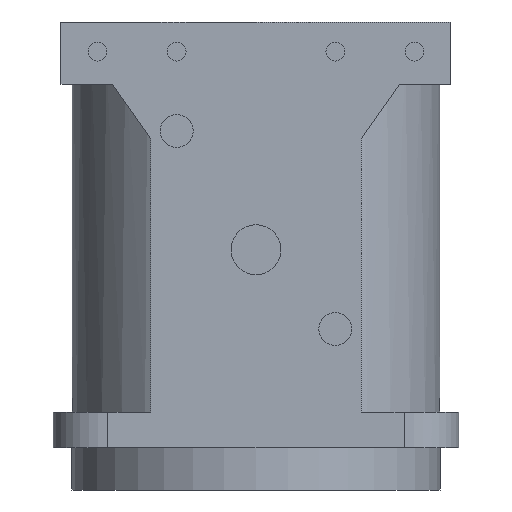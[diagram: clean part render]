
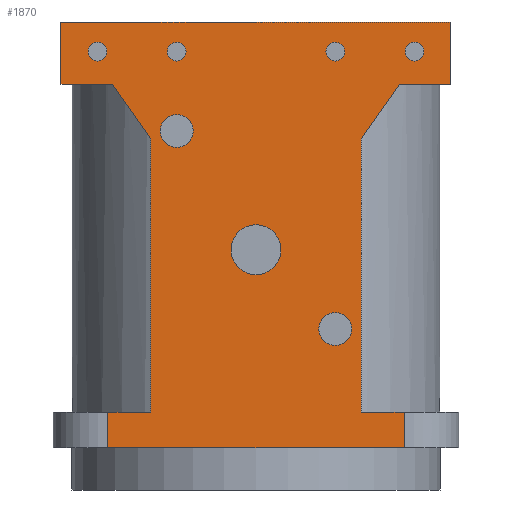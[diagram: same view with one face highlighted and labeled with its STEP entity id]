
A CAD part, front view. The second image highlights one B-rep face of the part: STEP entity #1870.
In plain terms, the highlighted planar face has unit normal (0, -1, 0).
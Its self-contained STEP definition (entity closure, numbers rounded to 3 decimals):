
#265=DIRECTION('',(1.,0.,0.));
#266=VECTOR('',#265,19.);
#267=CARTESIAN_POINT('',(-9.5,-15.5,0.));
#268=LINE('',#267,#266);
#400=DIRECTION('',(1.,0.,0.));
#401=VECTOR('',#400,2.75);
#402=CARTESIAN_POINT('',(-9.5,-15.5,2.3));
#403=LINE('',#402,#401);
#460=DIRECTION('',(1.,0.,0.));
#461=VECTOR('',#460,2.75);
#462=CARTESIAN_POINT('',(6.75,-15.5,2.3));
#463=LINE('',#462,#461);
#481=DIRECTION('',(0.,0.,-1.));
#482=VECTOR('',#481,17.5);
#483=CARTESIAN_POINT('',(-6.75,-15.5,19.8));
#484=LINE('',#483,#482);
#488=DIRECTION('',(0.574,0.,-0.819));
#489=VECTOR('',#488,4.273);
#490=CARTESIAN_POINT('',(-9.201,-15.5,23.3));
#491=LINE('',#490,#489);
#495=DIRECTION('',(1.,0.,0.));
#496=VECTOR('',#495,3.299);
#497=CARTESIAN_POINT('',(-12.5,-15.5,23.3));
#498=LINE('',#497,#496);
#502=DIRECTION('',(0.,0.,-1.));
#503=VECTOR('',#502,4.);
#504=CARTESIAN_POINT('',(-12.5,-15.5,27.3));
#505=LINE('',#504,#503);
#509=DIRECTION('',(-1.,0.,0.));
#510=VECTOR('',#509,25.);
#511=CARTESIAN_POINT('',(12.5,-15.5,27.3));
#512=LINE('',#511,#510);
#516=DIRECTION('',(0.,0.,1.));
#517=VECTOR('',#516,4.);
#518=CARTESIAN_POINT('',(12.5,-15.5,23.3));
#519=LINE('',#518,#517);
#523=DIRECTION('',(1.,0.,0.));
#524=VECTOR('',#523,3.299);
#525=CARTESIAN_POINT('',(9.201,-15.5,23.3));
#526=LINE('',#525,#524);
#530=DIRECTION('',(0.574,0.,0.819));
#531=VECTOR('',#530,4.273);
#532=CARTESIAN_POINT('',(6.75,-15.5,19.8));
#533=LINE('',#532,#531);
#537=DIRECTION('',(0.,0.,1.));
#538=VECTOR('',#537,17.5);
#539=CARTESIAN_POINT('',(6.75,-15.5,2.3));
#540=LINE('',#539,#538);
#544=DIRECTION('',(0.,0.,1.));
#545=VECTOR('',#544,2.3);
#546=CARTESIAN_POINT('',(-9.5,-15.5,0.));
#547=LINE('',#546,#545);
#551=CARTESIAN_POINT('',(5.08,-15.5,7.62));
#552=DIRECTION('',(0.,-1.,0.));
#553=DIRECTION('',(1.,0.,0.));
#554=AXIS2_PLACEMENT_3D('',#551,#552,#553);
#559=CARTESIAN_POINT('',(5.08,-15.5,7.62));
#560=DIRECTION('',(0.,-1.,0.));
#561=DIRECTION('',(-1.,0.,0.));
#562=AXIS2_PLACEMENT_3D('',#559,#560,#561);
#567=CARTESIAN_POINT('',(0.,-15.5,12.7));
#568=DIRECTION('',(0.,-1.,0.));
#569=DIRECTION('',(1.,0.,0.));
#570=AXIS2_PLACEMENT_3D('',#567,#568,#569);
#575=CARTESIAN_POINT('',(0.,-15.5,12.7));
#576=DIRECTION('',(0.,-1.,0.));
#577=DIRECTION('',(-1.,0.,0.));
#578=AXIS2_PLACEMENT_3D('',#575,#576,#577);
#583=CARTESIAN_POINT('',(-5.08,-15.5,20.32));
#584=DIRECTION('',(0.,-1.,0.));
#585=DIRECTION('',(1.,0.,0.));
#586=AXIS2_PLACEMENT_3D('',#583,#584,#585);
#591=CARTESIAN_POINT('',(-5.08,-15.5,20.32));
#592=DIRECTION('',(0.,-1.,0.));
#593=DIRECTION('',(-1.,0.,0.));
#594=AXIS2_PLACEMENT_3D('',#591,#592,#593);
#599=CARTESIAN_POINT('',(-10.16,-15.5,25.4));
#600=DIRECTION('',(0.,-1.,0.));
#601=DIRECTION('',(1.,0.,0.));
#602=AXIS2_PLACEMENT_3D('',#599,#600,#601);
#607=CARTESIAN_POINT('',(-10.16,-15.5,25.4));
#608=DIRECTION('',(0.,-1.,0.));
#609=DIRECTION('',(-1.,0.,0.));
#610=AXIS2_PLACEMENT_3D('',#607,#608,#609);
#615=CARTESIAN_POINT('',(-5.08,-15.5,25.4));
#616=DIRECTION('',(0.,-1.,0.));
#617=DIRECTION('',(1.,0.,0.));
#618=AXIS2_PLACEMENT_3D('',#615,#616,#617);
#623=CARTESIAN_POINT('',(-5.08,-15.5,25.4));
#624=DIRECTION('',(0.,-1.,0.));
#625=DIRECTION('',(-1.,0.,0.));
#626=AXIS2_PLACEMENT_3D('',#623,#624,#625);
#631=CARTESIAN_POINT('',(5.08,-15.5,25.4));
#632=DIRECTION('',(0.,-1.,0.));
#633=DIRECTION('',(1.,0.,0.));
#634=AXIS2_PLACEMENT_3D('',#631,#632,#633);
#639=CARTESIAN_POINT('',(5.08,-15.5,25.4));
#640=DIRECTION('',(0.,-1.,0.));
#641=DIRECTION('',(-1.,0.,0.));
#642=AXIS2_PLACEMENT_3D('',#639,#640,#641);
#647=CARTESIAN_POINT('',(10.16,-15.5,25.4));
#648=DIRECTION('',(0.,-1.,0.));
#649=DIRECTION('',(1.,0.,0.));
#650=AXIS2_PLACEMENT_3D('',#647,#648,#649);
#655=CARTESIAN_POINT('',(10.16,-15.5,25.4));
#656=DIRECTION('',(0.,-1.,0.));
#657=DIRECTION('',(-1.,0.,0.));
#658=AXIS2_PLACEMENT_3D('',#655,#656,#657);
#1165=DIRECTION('',(0.,0.,1.));
#1166=VECTOR('',#1165,2.3);
#1167=CARTESIAN_POINT('',(9.5,-15.5,0.));
#1168=LINE('',#1167,#1166);
#1428=CARTESIAN_POINT('',(-9.5,-15.5,0.));
#1429=VERTEX_POINT('',#1428);
#1430=CARTESIAN_POINT('',(9.5,-15.5,0.));
#1431=VERTEX_POINT('',#1430);
#1442=CARTESIAN_POINT('',(-9.5,-15.5,2.3));
#1443=VERTEX_POINT('',#1442);
#1476=CARTESIAN_POINT('',(9.5,-15.5,2.3));
#1477=VERTEX_POINT('',#1476);
#1520=CARTESIAN_POINT('',(6.75,-15.5,19.8));
#1521=CARTESIAN_POINT('',(9.201,-15.5,23.3));
#1522=VERTEX_POINT('',#1520);
#1523=VERTEX_POINT('',#1521);
#1524=CARTESIAN_POINT('',(12.5,-15.5,23.3));
#1525=VERTEX_POINT('',#1524);
#1526=CARTESIAN_POINT('',(12.5,-15.5,27.3));
#1527=VERTEX_POINT('',#1526);
#1528=CARTESIAN_POINT('',(-12.5,-15.5,27.3));
#1529=VERTEX_POINT('',#1528);
#1530=CARTESIAN_POINT('',(-12.5,-15.5,23.3));
#1531=VERTEX_POINT('',#1530);
#1532=CARTESIAN_POINT('',(-9.201,-15.5,23.3));
#1533=VERTEX_POINT('',#1532);
#1534=CARTESIAN_POINT('',(-6.75,-15.5,19.8));
#1535=VERTEX_POINT('',#1534);
#1552=CARTESIAN_POINT('',(6.75,-15.5,2.3));
#1554=VERTEX_POINT('',#1552);
#1556=CARTESIAN_POINT('',(-6.75,-15.5,2.3));
#1558=VERTEX_POINT('',#1556);
#1604=CARTESIAN_POINT('',(6.13,-15.5,7.62));
#1605=CARTESIAN_POINT('',(4.03,-15.5,7.62));
#1606=VERTEX_POINT('',#1604);
#1607=VERTEX_POINT('',#1605);
#1608=CARTESIAN_POINT('',(1.6,-15.5,12.7));
#1609=CARTESIAN_POINT('',(-1.6,-15.5,12.7));
#1610=VERTEX_POINT('',#1608);
#1611=VERTEX_POINT('',#1609);
#1612=CARTESIAN_POINT('',(-4.03,-15.5,20.32));
#1613=CARTESIAN_POINT('',(-6.13,-15.5,20.32));
#1614=VERTEX_POINT('',#1612);
#1615=VERTEX_POINT('',#1613);
#1616=CARTESIAN_POINT('',(-9.56,-15.5,25.4));
#1617=CARTESIAN_POINT('',(-10.76,-15.5,25.4));
#1618=VERTEX_POINT('',#1616);
#1619=VERTEX_POINT('',#1617);
#1620=CARTESIAN_POINT('',(-4.48,-15.5,25.4));
#1621=CARTESIAN_POINT('',(-5.68,-15.5,25.4));
#1622=VERTEX_POINT('',#1620);
#1623=VERTEX_POINT('',#1621);
#1632=CARTESIAN_POINT('',(5.68,-15.5,25.4));
#1633=CARTESIAN_POINT('',(4.48,-15.5,25.4));
#1634=VERTEX_POINT('',#1632);
#1635=VERTEX_POINT('',#1633);
#1636=CARTESIAN_POINT('',(10.76,-15.5,25.4));
#1637=CARTESIAN_POINT('',(9.56,-15.5,25.4));
#1638=VERTEX_POINT('',#1636);
#1639=VERTEX_POINT('',#1637);
#1797=CARTESIAN_POINT('',(-9.5,-15.5,0.));
#1798=DIRECTION('',(0.,-1.,0.));
#1799=DIRECTION('',(1.,0.,0.));
#1800=AXIS2_PLACEMENT_3D('',#1797,#1798,#1799);
#1801=PLANE('',#1800);
#1802=ORIENTED_EDGE('',*,*,#1725,.T.);
#1804=ORIENTED_EDGE('',*,*,#1803,.F.);
#1806=ORIENTED_EDGE('',*,*,#1805,.F.);
#1808=ORIENTED_EDGE('',*,*,#1807,.F.);
#1810=ORIENTED_EDGE('',*,*,#1809,.F.);
#1812=ORIENTED_EDGE('',*,*,#1811,.F.);
#1814=ORIENTED_EDGE('',*,*,#1813,.F.);
#1816=ORIENTED_EDGE('',*,*,#1815,.F.);
#1818=ORIENTED_EDGE('',*,*,#1817,.F.);
#1819=ORIENTED_EDGE('',*,*,#1788,.F.);
#1820=ORIENTED_EDGE('',*,*,#1741,.T.);
#1822=ORIENTED_EDGE('',*,*,#1821,.F.);
#1823=ORIENTED_EDGE('',*,*,#1649,.F.);
#1825=ORIENTED_EDGE('',*,*,#1824,.T.);
#1826=EDGE_LOOP('',(#1802,#1804,#1806,#1808,#1810,#1812,#1814,#1816,#1818,#1819,
#1820,#1822,#1823,#1825));
#1827=FACE_OUTER_BOUND('',#1826,.F.);
#1829=ORIENTED_EDGE('',*,*,#1828,.T.);
#1831=ORIENTED_EDGE('',*,*,#1830,.T.);
#1832=EDGE_LOOP('',(#1829,#1831));
#1833=FACE_BOUND('',#1832,.F.);
#1835=ORIENTED_EDGE('',*,*,#1834,.T.);
#1837=ORIENTED_EDGE('',*,*,#1836,.T.);
#1838=EDGE_LOOP('',(#1835,#1837));
#1839=FACE_BOUND('',#1838,.F.);
#1841=ORIENTED_EDGE('',*,*,#1840,.T.);
#1843=ORIENTED_EDGE('',*,*,#1842,.T.);
#1844=EDGE_LOOP('',(#1841,#1843));
#1845=FACE_BOUND('',#1844,.F.);
#1847=ORIENTED_EDGE('',*,*,#1846,.T.);
#1849=ORIENTED_EDGE('',*,*,#1848,.T.);
#1850=EDGE_LOOP('',(#1847,#1849));
#1851=FACE_BOUND('',#1850,.F.);
#1853=ORIENTED_EDGE('',*,*,#1852,.T.);
#1855=ORIENTED_EDGE('',*,*,#1854,.T.);
#1856=EDGE_LOOP('',(#1853,#1855));
#1857=FACE_BOUND('',#1856,.F.);
#1859=ORIENTED_EDGE('',*,*,#1858,.T.);
#1861=ORIENTED_EDGE('',*,*,#1860,.T.);
#1862=EDGE_LOOP('',(#1859,#1861));
#1863=FACE_BOUND('',#1862,.F.);
#1865=ORIENTED_EDGE('',*,*,#1864,.T.);
#1867=ORIENTED_EDGE('',*,*,#1866,.T.);
#1868=EDGE_LOOP('',(#1865,#1867));
#1869=FACE_BOUND('',#1868,.F.);
#1870=ADVANCED_FACE('',(#1827,#1833,#1839,#1845,#1851,#1857,#1863,#1869),#1801,
.T.);
#555=CIRCLE('',#554,1.05);
#563=CIRCLE('',#562,1.05);
#571=CIRCLE('',#570,1.6);
#579=CIRCLE('',#578,1.6);
#587=CIRCLE('',#586,1.05);
#595=CIRCLE('',#594,1.05);
#603=CIRCLE('',#602,0.6);
#611=CIRCLE('',#610,0.6);
#619=CIRCLE('',#618,0.6);
#627=CIRCLE('',#626,0.6);
#635=CIRCLE('',#634,0.6);
#643=CIRCLE('',#642,0.6);
#651=CIRCLE('',#650,0.6);
#659=CIRCLE('',#658,0.6);
#1649=EDGE_CURVE('',#1429,#1431,#268,.T.);
#1725=EDGE_CURVE('',#1443,#1558,#403,.T.);
#1741=EDGE_CURVE('',#1554,#1477,#463,.T.);
#1788=EDGE_CURVE('',#1554,#1522,#540,.T.);
#1803=EDGE_CURVE('',#1535,#1558,#484,.T.);
#1805=EDGE_CURVE('',#1533,#1535,#491,.T.);
#1807=EDGE_CURVE('',#1531,#1533,#498,.T.);
#1809=EDGE_CURVE('',#1529,#1531,#505,.T.);
#1811=EDGE_CURVE('',#1527,#1529,#512,.T.);
#1813=EDGE_CURVE('',#1525,#1527,#519,.T.);
#1815=EDGE_CURVE('',#1523,#1525,#526,.T.);
#1817=EDGE_CURVE('',#1522,#1523,#533,.T.);
#1821=EDGE_CURVE('',#1431,#1477,#1168,.T.);
#1824=EDGE_CURVE('',#1429,#1443,#547,.T.);
#1828=EDGE_CURVE('',#1606,#1607,#555,.T.);
#1830=EDGE_CURVE('',#1607,#1606,#563,.T.);
#1834=EDGE_CURVE('',#1610,#1611,#571,.T.);
#1836=EDGE_CURVE('',#1611,#1610,#579,.T.);
#1840=EDGE_CURVE('',#1614,#1615,#587,.T.);
#1842=EDGE_CURVE('',#1615,#1614,#595,.T.);
#1846=EDGE_CURVE('',#1618,#1619,#603,.T.);
#1848=EDGE_CURVE('',#1619,#1618,#611,.T.);
#1852=EDGE_CURVE('',#1622,#1623,#619,.T.);
#1854=EDGE_CURVE('',#1623,#1622,#627,.T.);
#1858=EDGE_CURVE('',#1634,#1635,#635,.T.);
#1860=EDGE_CURVE('',#1635,#1634,#643,.T.);
#1864=EDGE_CURVE('',#1638,#1639,#651,.T.);
#1866=EDGE_CURVE('',#1639,#1638,#659,.T.);
